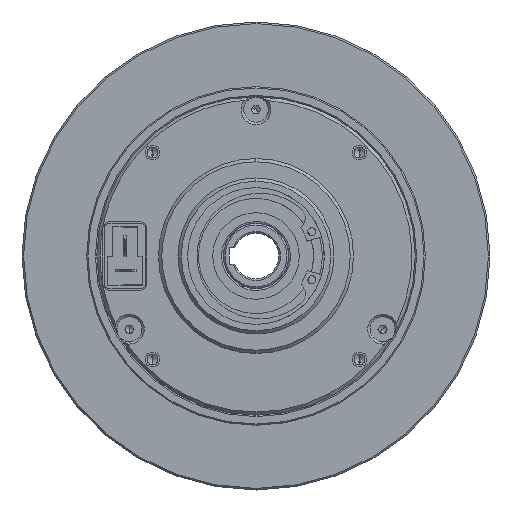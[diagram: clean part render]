
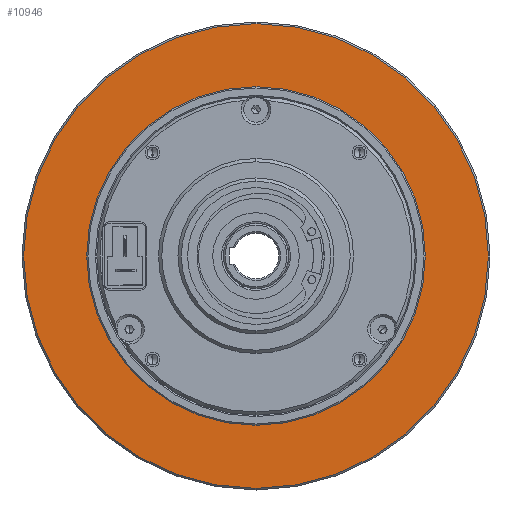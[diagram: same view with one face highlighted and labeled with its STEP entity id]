
A CAD part, left-side view. The second image highlights one B-rep face of the part: STEP entity #10946.
In plain terms, the highlighted planar face has unit normal (-1, 0, 0).
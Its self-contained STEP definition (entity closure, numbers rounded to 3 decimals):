
#1106 = EDGE_LOOP ( 'NONE', ( #5983, #22927 ) ) ;
#1302 = DIRECTION ( 'NONE',  ( 0., 0., -1. ) ) ;
#3404 = DIRECTION ( 'NONE',  ( 0., 0., 1. ) ) ;
#3854 = DIRECTION ( 'NONE',  ( 1., 0., 0. ) ) ;
#4510 = AXIS2_PLACEMENT_3D ( 'NONE', #5909, #3854, #1302 ) ;
#4637 = VERTEX_POINT ( 'NONE', #10543 ) ;
#5795 = VERTEX_POINT ( 'NONE', #12968 ) ;
#5909 = CARTESIAN_POINT ( 'NONE',  ( -21.3, 0., 0. ) ) ;
#5980 = EDGE_CURVE ( 'NONE', #5795, #21863, #11922, .T. ) ;
#5983 = ORIENTED_EDGE ( 'NONE', *, *, #27866, .T. ) ;
#7435 = DIRECTION ( 'NONE',  ( 0., 0., 1. ) ) ;
#10001 = CARTESIAN_POINT ( 'NONE',  ( -21.3, 52.1, 0. ) ) ;
#10476 = AXIS2_PLACEMENT_3D ( 'NONE', #10001, #28436, #7435 ) ;
#10543 = CARTESIAN_POINT ( 'NONE',  ( -21.3, 0., 52.1 ) ) ;
#10946 = ADVANCED_FACE ( 'NONE', ( #28135, #16836 ), #14808, .T. ) ;
#11922 = CIRCLE ( 'NONE', #28522, 71.5 ) ;
#12020 = DIRECTION ( 'NONE',  ( -1., 0., 0. ) ) ;
#12752 = AXIS2_PLACEMENT_3D ( 'NONE', #14898, #23749, #19182 ) ;
#12968 = CARTESIAN_POINT ( 'NONE',  ( -21.3, 0., 71.5 ) ) ;
#14808 = PLANE ( 'NONE',  #10476 ) ;
#14898 = CARTESIAN_POINT ( 'NONE',  ( -21.3, 0., 0. ) ) ;
#15237 = CIRCLE ( 'NONE', #26121, 71.5 ) ;
#15283 = CARTESIAN_POINT ( 'NONE',  ( -21.3, 0., 0. ) ) ;
#16494 = CIRCLE ( 'NONE', #12752, 52.1 ) ;
#16836 = FACE_BOUND ( 'NONE', #1106, .T. ) ;
#18017 = EDGE_CURVE ( 'NONE', #4637, #24997, #16494, .T. ) ;
#19182 = DIRECTION ( 'NONE',  ( 0., 0., -1. ) ) ;
#21364 = CARTESIAN_POINT ( 'NONE',  ( -21.3, 0., 0. ) ) ;
#21863 = VERTEX_POINT ( 'NONE', #25997 ) ;
#22927 = ORIENTED_EDGE ( 'NONE', *, *, #18017, .T. ) ;
#23749 = DIRECTION ( 'NONE',  ( 1., 0., 0. ) ) ;
#24391 = ORIENTED_EDGE ( 'NONE', *, *, #5980, .T. ) ;
#24997 = VERTEX_POINT ( 'NONE', #28561 ) ;
#25084 = EDGE_LOOP ( 'NONE', ( #25693, #24391 ) ) ;
#25693 = ORIENTED_EDGE ( 'NONE', *, *, #27269, .T. ) ;
#25942 = DIRECTION ( 'NONE',  ( -1., 0., 0. ) ) ;
#25997 = CARTESIAN_POINT ( 'NONE',  ( -21.3, 0., -71.5 ) ) ;
#26121 = AXIS2_PLACEMENT_3D ( 'NONE', #15283, #25942, #28346 ) ;
#27269 = EDGE_CURVE ( 'NONE', #21863, #5795, #15237, .T. ) ;
#27866 = EDGE_CURVE ( 'NONE', #24997, #4637, #29205, .T. ) ;
#28135 = FACE_OUTER_BOUND ( 'NONE', #25084, .T. ) ;
#28346 = DIRECTION ( 'NONE',  ( 0., 0., 1. ) ) ;
#28436 = DIRECTION ( 'NONE',  ( -1., 0., 0. ) ) ;
#28522 = AXIS2_PLACEMENT_3D ( 'NONE', #21364, #12020, #3404 ) ;
#28561 = CARTESIAN_POINT ( 'NONE',  ( -21.3, 0., -52.1 ) ) ;
#29205 = CIRCLE ( 'NONE', #4510, 52.1 ) ;
